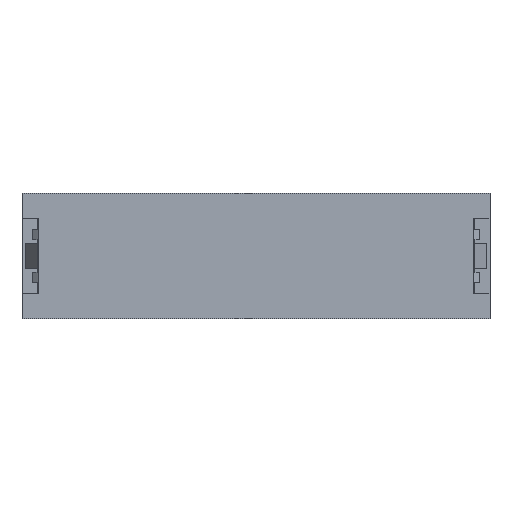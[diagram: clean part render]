
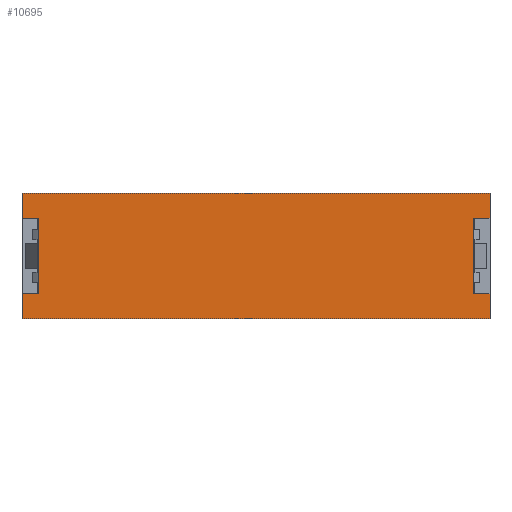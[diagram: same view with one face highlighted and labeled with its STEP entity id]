
A CAD part, top view. The second image highlights one B-rep face of the part: STEP entity #10695.
In plain terms, the highlighted planar face has unit normal (0, 0, 1).
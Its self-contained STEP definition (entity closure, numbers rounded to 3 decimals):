
#6542=CARTESIAN_POINT('',(6.765,-2.5,5.2));
#6543=VERTEX_POINT('',#6542);
#6550=CARTESIAN_POINT('',(-11.845,-2.5,5.2));
#6551=VERTEX_POINT('',#6550);
#6552=CARTESIAN_POINT('',(-11.845,-2.5,5.2));
#6553=DIRECTION('',(1.,0.,0.));
#6554=VECTOR('',#6553,18.61);
#6555=LINE('',#6552,#6554);
#6556=EDGE_CURVE('',#6551,#6543,#6555,.T.);
#6916=CARTESIAN_POINT('',(-11.195,-1.5,5.2));
#6917=VERTEX_POINT('',#6916);
#6924=CARTESIAN_POINT('',(-11.195,1.5,5.2));
#6925=VERTEX_POINT('',#6924);
#6926=CARTESIAN_POINT('',(-11.195,-1.5,5.2));
#6927=DIRECTION('',(0.,1.,0.));
#6928=VECTOR('',#6927,3.);
#6929=LINE('',#6926,#6928);
#6930=EDGE_CURVE('',#6917,#6925,#6929,.T.);
#7003=CARTESIAN_POINT('',(-11.845,-1.5,5.2));
#7004=VERTEX_POINT('',#7003);
#7011=CARTESIAN_POINT('',(-11.845,-1.5,5.2));
#7012=DIRECTION('',(1.,0.,0.));
#7013=VECTOR('',#7012,0.65);
#7014=LINE('',#7011,#7013);
#7015=EDGE_CURVE('',#7004,#6917,#7014,.T.);
#7078=CARTESIAN_POINT('',(6.115,-1.5,5.2));
#7079=VERTEX_POINT('',#7078);
#7086=CARTESIAN_POINT('',(6.765,-1.5,5.2));
#7087=VERTEX_POINT('',#7086);
#7088=CARTESIAN_POINT('',(6.765,-1.5,5.2));
#7089=DIRECTION('',(-1.,0.,0.));
#7090=VECTOR('',#7089,0.65);
#7091=LINE('',#7088,#7090);
#7092=EDGE_CURVE('',#7087,#7079,#7091,.T.);
#7173=CARTESIAN_POINT('',(6.115,1.5,5.2));
#7174=VERTEX_POINT('',#7173);
#7181=CARTESIAN_POINT('',(6.115,-1.5,5.2));
#7182=DIRECTION('',(0.,1.,0.));
#7183=VECTOR('',#7182,3.);
#7184=LINE('',#7181,#7183);
#7185=EDGE_CURVE('',#7079,#7174,#7184,.T.);
#7241=CARTESIAN_POINT('',(6.765,1.5,5.2));
#7242=VERTEX_POINT('',#7241);
#7251=CARTESIAN_POINT('',(6.115,1.5,5.2));
#7252=DIRECTION('',(1.,0.,0.));
#7253=VECTOR('',#7252,0.65);
#7254=LINE('',#7251,#7253);
#7255=EDGE_CURVE('',#7174,#7242,#7254,.T.);
#7345=CARTESIAN_POINT('',(-11.845,1.5,5.2));
#7346=VERTEX_POINT('',#7345);
#7347=CARTESIAN_POINT('',(-11.195,1.5,5.2));
#7348=DIRECTION('',(-1.,0.,0.));
#7349=VECTOR('',#7348,0.65);
#7350=LINE('',#7347,#7349);
#7351=EDGE_CURVE('',#6925,#7346,#7350,.T.);
#7379=CARTESIAN_POINT('',(-11.845,2.5,5.2));
#7380=VERTEX_POINT('',#7379);
#7387=CARTESIAN_POINT('',(6.765,2.5,5.2));
#7388=VERTEX_POINT('',#7387);
#7389=CARTESIAN_POINT('',(-11.845,2.5,5.2));
#7390=DIRECTION('',(1.,0.,0.));
#7391=VECTOR('',#7390,18.61);
#7392=LINE('',#7389,#7391);
#7393=EDGE_CURVE('',#7380,#7388,#7392,.T.);
#7657=CARTESIAN_POINT('',(-11.845,-2.5,5.2));
#7658=DIRECTION('',(0.,1.,0.));
#7659=VECTOR('',#7658,1.);
#7660=LINE('',#7657,#7659);
#7661=EDGE_CURVE('',#6551,#7004,#7660,.T.);
#7671=CARTESIAN_POINT('',(-11.845,1.5,5.2));
#7672=DIRECTION('',(0.,1.,0.));
#7673=VECTOR('',#7672,1.);
#7674=LINE('',#7671,#7673);
#7675=EDGE_CURVE('',#7346,#7380,#7674,.T.);
#8431=CARTESIAN_POINT('',(6.765,-2.5,5.2));
#8432=DIRECTION('',(0.,1.,0.));
#8433=VECTOR('',#8432,1.);
#8434=LINE('',#8431,#8433);
#8435=EDGE_CURVE('',#6543,#7087,#8434,.T.);
#8440=CARTESIAN_POINT('',(6.765,1.5,5.2));
#8441=DIRECTION('',(0.,1.,0.));
#8442=VECTOR('',#8441,1.);
#8443=LINE('',#8440,#8442);
#8444=EDGE_CURVE('',#7242,#7388,#8443,.T.);
#10676=CARTESIAN_POINT('',(-2.54,-5.995,5.2));
#10677=DIRECTION('',(1.,0.,0.));
#10678=DIRECTION('',(-0.,0.,1.));
#10679=AXIS2_PLACEMENT_3D('',#10676,#10678,#10677);
#10680=PLANE('',#10679);
#10681=ORIENTED_EDGE('',*,*,#8435,.T.);
#10682=ORIENTED_EDGE('',*,*,#7092,.T.);
#10683=ORIENTED_EDGE('',*,*,#7185,.T.);
#10684=ORIENTED_EDGE('',*,*,#7255,.T.);
#10685=ORIENTED_EDGE('',*,*,#8444,.T.);
#10686=ORIENTED_EDGE('',*,*,#7393,.F.);
#10687=ORIENTED_EDGE('',*,*,#7675,.F.);
#10688=ORIENTED_EDGE('',*,*,#7351,.F.);
#10689=ORIENTED_EDGE('',*,*,#6930,.F.);
#10690=ORIENTED_EDGE('',*,*,#7015,.F.);
#10691=ORIENTED_EDGE('',*,*,#7661,.F.);
#10692=ORIENTED_EDGE('',*,*,#6556,.T.);
#10693=EDGE_LOOP('',(#10681,#10682,#10683,#10684,#10685,#10686,#10687,#10688,#10689,#10690,#10691,#10692));
#10694=FACE_OUTER_BOUND('',#10693,.T.);
#10695=ADVANCED_FACE('',(#10694),#10680,.T.);
